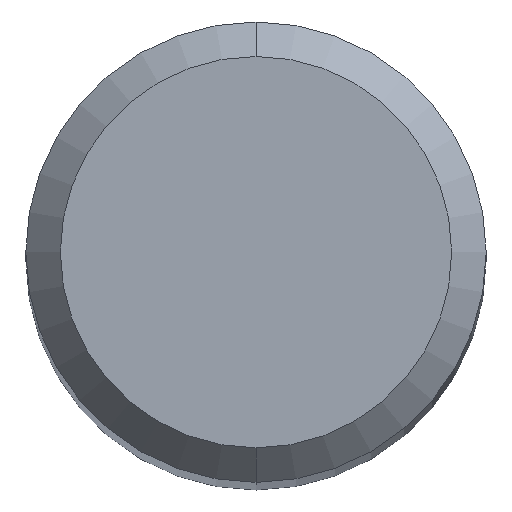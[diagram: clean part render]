
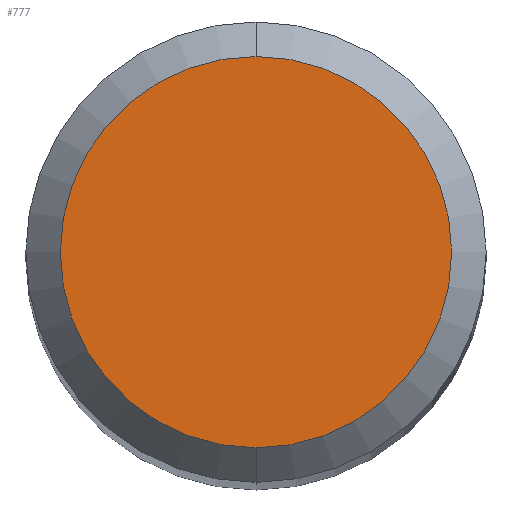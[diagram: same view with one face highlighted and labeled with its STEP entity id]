
A CAD part, top view. The second image highlights one B-rep face of the part: STEP entity #777.
In plain terms, the highlighted planar face has unit normal (0, 0, 1).
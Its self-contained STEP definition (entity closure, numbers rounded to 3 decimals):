
#595=EDGE_CURVE('',#909,#913,#1300,.T.);
#733=EDGE_CURVE('',#913,#909,#1454,.T.);
#777=ADVANCED_FACE('',(#1500),#1501,.T.);
#909=VERTEX_POINT('',#1646);
#913=VERTEX_POINT('',#1650);
#1300=CIRCLE('',#2734,1.7);
#1454=CIRCLE('',#3805,1.7);
#1500=FACE_OUTER_BOUND('',#3928,.T.);
#1501=PLANE('',#3929);
#1646=CARTESIAN_POINT('',(0.0,1.7,0.0));
#1650=CARTESIAN_POINT('',(0.,-1.7,0.0));
#2734=AXIS2_PLACEMENT_3D('',#5551,#5552,#5553);
#3805=AXIS2_PLACEMENT_3D('',#5738,#5739,#5740);
#3928=EDGE_LOOP('',(#5775,#5776));
#3929=AXIS2_PLACEMENT_3D('',#5777,#5778,#5779);
#5551=CARTESIAN_POINT('',(0.0,0.0,0.0));
#5552=DIRECTION('',(0.0,0.0,-1.0));
#5553=DIRECTION('',(0.0,1.0,0.0));
#5738=CARTESIAN_POINT('',(0.0,0.0,0.0));
#5739=DIRECTION('',(0.0,0.0,-1.0));
#5740=DIRECTION('',(0.0,1.0,0.0));
#5775=ORIENTED_EDGE('',*,*,#595,.F.);
#5776=ORIENTED_EDGE('',*,*,#733,.F.);
#5777=CARTESIAN_POINT('',(0.0,0.85,0.0));
#5778=DIRECTION('',(-0.0,0.0,1.0));
#5779=DIRECTION('',(0.0,-1.0,0.0));
